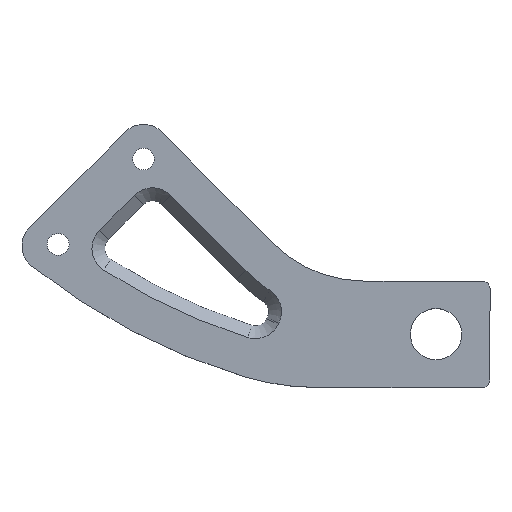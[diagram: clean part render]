
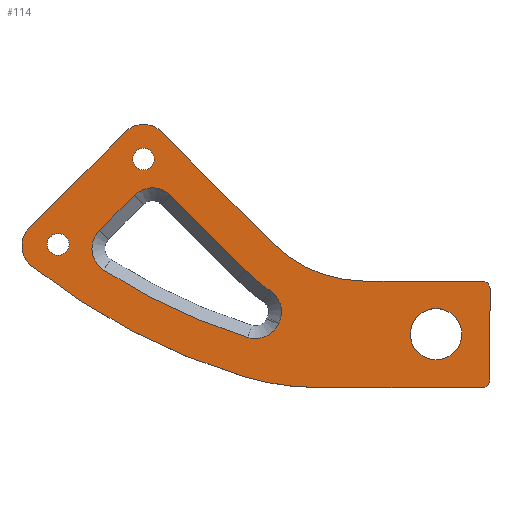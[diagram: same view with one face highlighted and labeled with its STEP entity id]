
A CAD part, top view. The second image highlights one B-rep face of the part: STEP entity #114.
In plain terms, the highlighted planar face has unit normal (0, 0, 1).
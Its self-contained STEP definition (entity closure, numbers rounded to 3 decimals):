
#114=ADVANCED_FACE('',(#178,#179,#180,#181,#182),#183,.T.);
#178=FACE_BOUND('',#259,.T.);
#179=FACE_BOUND('',#260,.T.);
#180=FACE_BOUND('',#261,.T.);
#181=FACE_BOUND('',#262,.T.);
#182=FACE_OUTER_BOUND('',#263,.T.);
#183=PLANE('',#264);
#259=EDGE_LOOP('',(#452,#453,#454,#455,#456,#457,#458,#459,#460));
#260=EDGE_LOOP('',(#461));
#261=EDGE_LOOP('',(#462));
#262=EDGE_LOOP('',(#463));
#263=EDGE_LOOP('',(#464,#465,#466,#467,#468,#469,#470,#471,#472,#473,#474,#475));
#264=AXIS2_PLACEMENT_3D('',#476,#477,#478);
#452=ORIENTED_EDGE('',*,*,#599,.T.);
#453=ORIENTED_EDGE('',*,*,#594,.T.);
#454=ORIENTED_EDGE('',*,*,#601,.T.);
#455=ORIENTED_EDGE('',*,*,#607,.T.);
#456=ORIENTED_EDGE('',*,*,#613,.T.);
#457=ORIENTED_EDGE('',*,*,#619,.T.);
#458=ORIENTED_EDGE('',*,*,#617,.T.);
#459=ORIENTED_EDGE('',*,*,#611,.T.);
#460=ORIENTED_EDGE('',*,*,#605,.T.);
#461=ORIENTED_EDGE('',*,*,#591,.F.);
#462=ORIENTED_EDGE('',*,*,#589,.F.);
#463=ORIENTED_EDGE('',*,*,#587,.F.);
#464=ORIENTED_EDGE('',*,*,#582,.T.);
#465=ORIENTED_EDGE('',*,*,#586,.T.);
#466=ORIENTED_EDGE('',*,*,#640,.T.);
#467=ORIENTED_EDGE('',*,*,#578,.T.);
#468=ORIENTED_EDGE('',*,*,#572,.T.);
#469=ORIENTED_EDGE('',*,*,#576,.T.);
#470=ORIENTED_EDGE('',*,*,#641,.T.);
#471=ORIENTED_EDGE('',*,*,#642,.T.);
#472=ORIENTED_EDGE('',*,*,#643,.T.);
#473=ORIENTED_EDGE('',*,*,#644,.T.);
#474=ORIENTED_EDGE('',*,*,#645,.T.);
#475=ORIENTED_EDGE('',*,*,#646,.T.);
#476=CARTESIAN_POINT('',(-172.345,55.19,0.0));
#477=DIRECTION('',(0.0,0.0,1.0));
#478=DIRECTION('',(1.0,0.0,0.0));
#572=EDGE_CURVE('',#662,#660,#663,.T.);
#576=EDGE_CURVE('',#660,#667,#669,.T.);
#578=EDGE_CURVE('',#672,#662,#673,.T.);
#582=EDGE_CURVE('',#680,#678,#681,.T.);
#586=EDGE_CURVE('',#678,#685,#687,.T.);
#587=EDGE_CURVE('',#688,#688,#689,.T.);
#589=EDGE_CURVE('',#692,#692,#693,.T.);
#591=EDGE_CURVE('',#696,#696,#697,.T.);
#594=EDGE_CURVE('',#703,#701,#704,.T.);
#599=EDGE_CURVE('',#708,#703,#712,.T.);
#601=EDGE_CURVE('',#701,#714,#716,.F.);
#605=EDGE_CURVE('',#718,#708,#722,.F.);
#607=EDGE_CURVE('',#714,#724,#726,.T.);
#611=EDGE_CURVE('',#728,#718,#732,.T.);
#613=EDGE_CURVE('',#724,#734,#736,.F.);
#617=EDGE_CURVE('',#738,#728,#742,.F.);
#619=EDGE_CURVE('',#734,#738,#744,.F.);
#640=EDGE_CURVE('',#685,#672,#779,.T.);
#641=EDGE_CURVE('',#667,#780,#781,.T.);
#642=EDGE_CURVE('',#780,#782,#783,.T.);
#643=EDGE_CURVE('',#782,#784,#785,.T.);
#644=EDGE_CURVE('',#784,#786,#787,.T.);
#645=EDGE_CURVE('',#786,#788,#789,.T.);
#646=EDGE_CURVE('',#788,#680,#790,.T.);
#660=VERTEX_POINT('',#804);
#662=VERTEX_POINT('',#807);
#663=CIRCLE('',#808,3.0);
#667=VERTEX_POINT('',#814);
#669=LINE('',#817,#818);
#672=VERTEX_POINT('',#822);
#673=LINE('',#823,#824);
#678=VERTEX_POINT('',#830);
#680=VERTEX_POINT('',#833);
#681=CIRCLE('',#834,10.0);
#685=VERTEX_POINT('',#839);
#687=CIRCLE('',#842,250.0);
#688=VERTEX_POINT('',#843);
#689=CIRCLE('',#844,4.25);
#692=VERTEX_POINT('',#847);
#693=CIRCLE('',#848,4.25);
#696=VERTEX_POINT('',#851);
#697=CIRCLE('',#852,10.0);
#701=VERTEX_POINT('',#856);
#703=VERTEX_POINT('',#859);
#704=CIRCLE('',#860,65.0);
#708=VERTEX_POINT('',#865);
#712=LINE('',#871,#872);
#714=VERTEX_POINT('',#874);
#716=CIRCLE('',#877,10.0);
#718=VERTEX_POINT('',#879);
#722=CIRCLE('',#884,10.0);
#724=VERTEX_POINT('',#886);
#726=LINE('',#889,#890);
#728=VERTEX_POINT('',#893);
#732=LINE('',#899,#900);
#734=VERTEX_POINT('',#902);
#736=CIRCLE('',#905,10.0);
#738=VERTEX_POINT('',#907);
#742=CIRCLE('',#912,10.0);
#744=CIRCLE('',#914,235.0);
#779=CIRCLE('',#959,100.0);
#780=VERTEX_POINT('',#960);
#781=CIRCLE('',#961,3.0);
#782=VERTEX_POINT('',#962);
#783=LINE('',#963,#964);
#784=VERTEX_POINT('',#965);
#785=CIRCLE('',#966,50.0);
#786=VERTEX_POINT('',#967);
#787=LINE('',#968,#969);
#788=VERTEX_POINT('',#970);
#789=CIRCLE('',#971,10.0);
#790=LINE('',#972,#973);
#804=CARTESIAN_POINT('',(0.,3.0,0.0));
#807=CARTESIAN_POINT('',(-3.0,0.,0.0));
#808=AXIS2_PLACEMENT_3D('',#998,#999,#1000);
#814=CARTESIAN_POINT('',(0.,38.5,0.0));
#817=CARTESIAN_POINT('',(0.,20.75,0.0));
#818=VECTOR('',#1004,1.0);
#822=CARTESIAN_POINT('',(-67.104,0.,0.0));
#823=CARTESIAN_POINT('',(-35.052,0.,0.0));
#824=VECTOR('',#1006,1.0);
#830=CARTESIAN_POINT('',(-178.542,47.342,0.0));
#833=CARTESIAN_POINT('',(-179.416,62.262,0.0));
#834=AXIS2_PLACEMENT_3D('',#1012,#1013,#1014);
#839=CARTESIAN_POINT('',(-96.086,4.292,0.0));
#842=AXIS2_PLACEMENT_3D('',#1020,#1021,#1022);
#843=CARTESIAN_POINT('',(-163.984,55.766,0.0));
#844=AXIS2_PLACEMENT_3D('',#1023,#1024,#1025);
#847=CARTESIAN_POINT('',(-130.75,89.0,0.0));
#848=AXIS2_PLACEMENT_3D('',#1029,#1030,#1031);
#851=CARTESIAN_POINT('',(-11.0,20.75,0.0));
#852=AXIS2_PLACEMENT_3D('',#1035,#1036,#1037);
#856=CARTESIAN_POINT('',(-85.64,37.735,0.0));
#859=CARTESIAN_POINT('',(-95.074,45.538,0.0));
#860=AXIS2_PLACEMENT_3D('',#1042,#1043,#1044);
#865=CARTESIAN_POINT('',(-124.393,74.858,0.0));
#871=CARTESIAN_POINT('',(-95.074,45.538,0.0));
#872=VECTOR('',#1051,1.0);
#874=CARTESIAN_POINT('',(-82.323,24.976,0.0));
#877=AXIS2_PLACEMENT_3D('',#1053,#1054,#1055);
#879=CARTESIAN_POINT('',(-138.536,74.858,0.0));
#884=AXIS2_PLACEMENT_3D('',#1063,#1064,#1065);
#886=CARTESIAN_POINT('',(-82.538,24.547,0.0));
#889=CARTESIAN_POINT('',(-82.538,24.547,0.0));
#890=VECTOR('',#1067,1.0);
#893=CARTESIAN_POINT('',(-152.161,61.233,0.0));
#899=CARTESIAN_POINT('',(-138.536,74.858,0.0));
#900=VECTOR('',#1071,1.0);
#902=CARTESIAN_POINT('',(-94.49,19.5,0.0));
#905=AXIS2_PLACEMENT_3D('',#1073,#1074,#1075);
#907=CARTESIAN_POINT('',(-150.488,45.744,0.0));
#912=AXIS2_PLACEMENT_3D('',#1083,#1084,#1085);
#914=AXIS2_PLACEMENT_3D('',#1089,#1090,#1091);
#959=AXIS2_PLACEMENT_3D('',#1132,#1133,#1134);
#960=CARTESIAN_POINT('',(-3.0,41.5,0.0));
#961=AXIS2_PLACEMENT_3D('',#1135,#1136,#1137);
#962=CARTESIAN_POINT('',(-49.112,41.5,0.0));
#963=CARTESIAN_POINT('',(-26.056,41.5,0.0));
#964=VECTOR('',#1138,1.0);
#965=CARTESIAN_POINT('',(-84.467,56.145,0.0));
#966=AXIS2_PLACEMENT_3D('',#1139,#1140,#1141);
#967=CARTESIAN_POINT('',(-127.929,99.607,0.0));
#968=CARTESIAN_POINT('',(-106.198,77.876,0.0));
#969=VECTOR('',#1142,1.0);
#970=CARTESIAN_POINT('',(-142.071,99.607,0.0));
#971=AXIS2_PLACEMENT_3D('',#1143,#1144,#1145);
#972=CARTESIAN_POINT('',(-160.744,80.934,0.0));
#973=VECTOR('',#1146,1.0);
#998=CARTESIAN_POINT('',(-3.0,3.0,0.0));
#999=DIRECTION('',(0.0,0.0,1.0));
#1000=DIRECTION('',(1.0,0.0,0.0));
#1004=DIRECTION('',(0.,1.0,0.0));
#1006=DIRECTION('',(1.0,0.,0.0));
#1012=CARTESIAN_POINT('',(-172.345,55.19,0.0));
#1013=DIRECTION('',(0.0,0.0,1.0));
#1014=DIRECTION('',(1.0,0.0,0.0));
#1020=CARTESIAN_POINT('',(-23.63,243.562,0.0));
#1021=DIRECTION('',(0.0,0.0,1.0));
#1022=DIRECTION('',(1.0,0.0,0.0));
#1023=CARTESIAN_POINT('',(-168.234,55.766,0.0));
#1024=DIRECTION('',(0.0,0.0,1.0));
#1025=DIRECTION('',(1.0,0.0,0.0));
#1029=CARTESIAN_POINT('',(-135.0,89.0,0.0));
#1030=DIRECTION('',(0.0,0.0,1.0));
#1031=DIRECTION('',(1.0,0.0,0.0));
#1035=CARTESIAN_POINT('',(-21.0,20.75,0.0));
#1036=DIRECTION('',(0.0,0.0,1.0));
#1037=DIRECTION('',(1.0,0.0,0.0));
#1042=CARTESIAN_POINT('',(-49.112,91.5,0.0));
#1043=DIRECTION('',(0.0,0.0,1.0));
#1044=DIRECTION('',(1.0,0.0,0.0));
#1051=DIRECTION('',(0.707,-0.707,0.0));
#1053=CARTESIAN_POINT('',(-91.26,29.463,0.0));
#1054=DIRECTION('',(0.0,0.0,1.0));
#1055=DIRECTION('',(1.0,0.0,0.0));
#1063=CARTESIAN_POINT('',(-131.464,67.787,0.0));
#1064=DIRECTION('',(0.0,0.0,1.0));
#1065=DIRECTION('',(1.0,0.0,0.0));
#1067=DIRECTION('',(-0.449,-0.894,0.0));
#1071=DIRECTION('',(0.707,0.707,0.0));
#1073=CARTESIAN_POINT('',(-91.475,29.034,0.0));
#1074=DIRECTION('',(0.0,0.0,1.0));
#1075=DIRECTION('',(1.0,0.0,0.0));
#1083=CARTESIAN_POINT('',(-145.09,54.162,0.0));
#1084=DIRECTION('',(0.0,0.0,1.0));
#1085=DIRECTION('',(1.0,0.0,0.0));
#1089=CARTESIAN_POINT('',(-23.63,243.562,0.0));
#1090=DIRECTION('',(0.0,0.0,1.0));
#1091=DIRECTION('',(1.0,0.0,0.0));
#1132=CARTESIAN_POINT('',(-67.104,100.0,0.0));
#1133=DIRECTION('',(0.0,0.0,1.0));
#1134=DIRECTION('',(1.0,0.0,0.0));
#1135=CARTESIAN_POINT('',(-3.0,38.5,0.0));
#1136=DIRECTION('',(0.0,0.0,1.0));
#1137=DIRECTION('',(1.0,0.0,0.0));
#1138=DIRECTION('',(-1.0,0.0,0.0));
#1139=CARTESIAN_POINT('',(-49.112,91.5,0.0));
#1140=DIRECTION('',(0.0,0.0,-1.0));
#1141=DIRECTION('',(1.0,0.0,0.0));
#1142=DIRECTION('',(-0.707,0.707,0.0));
#1143=CARTESIAN_POINT('',(-135.0,92.536,0.0));
#1144=DIRECTION('',(0.0,0.0,1.0));
#1145=DIRECTION('',(1.0,0.0,0.0));
#1146=DIRECTION('',(-0.707,-0.707,0.0));
